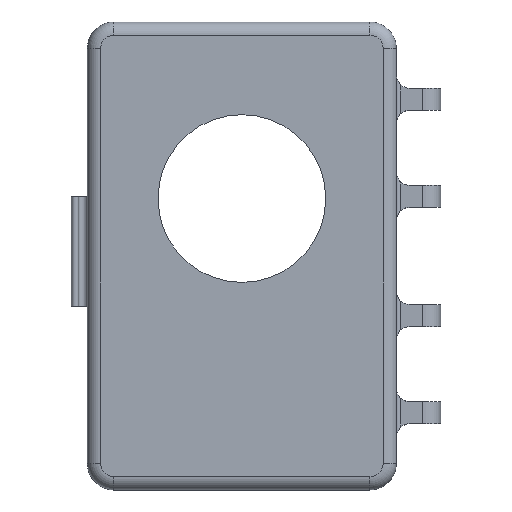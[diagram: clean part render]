
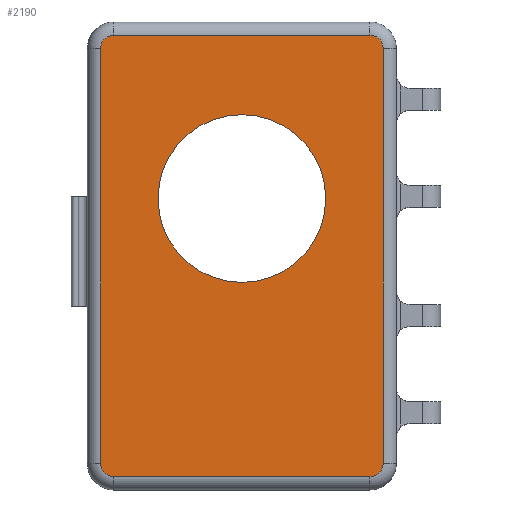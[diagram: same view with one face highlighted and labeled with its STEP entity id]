
A CAD part, top view. The second image highlights one B-rep face of the part: STEP entity #2190.
In plain terms, the highlighted planar face has unit normal (0, 0, 1).
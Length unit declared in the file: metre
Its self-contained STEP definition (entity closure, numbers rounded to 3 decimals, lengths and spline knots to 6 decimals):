
#91=CIRCLE('',#2355,0.003);
#92=CIRCLE('',#2356,0.003);
#93=CIRCLE('',#2357,0.003);
#94=CIRCLE('',#2358,0.003);
#95=CIRCLE('',#2359,0.019);
#265=ORIENTED_EDGE('',*,*,#887,.T.);
#266=ORIENTED_EDGE('',*,*,#888,.T.);
#267=ORIENTED_EDGE('',*,*,#889,.T.);
#268=ORIENTED_EDGE('',*,*,#890,.T.);
#269=ORIENTED_EDGE('',*,*,#891,.T.);
#270=ORIENTED_EDGE('',*,*,#892,.T.);
#271=ORIENTED_EDGE('',*,*,#893,.T.);
#272=ORIENTED_EDGE('',*,*,#894,.T.);
#273=ORIENTED_EDGE('',*,*,#895,.T.);
#887=EDGE_CURVE('',#1198,#1199,#1398,.T.);
#888=EDGE_CURVE('',#1199,#1200,#91,.T.);
#889=EDGE_CURVE('',#1200,#1201,#1399,.T.);
#890=EDGE_CURVE('',#1201,#1202,#92,.T.);
#891=EDGE_CURVE('',#1202,#1203,#1400,.F.);
#892=EDGE_CURVE('',#1203,#1204,#93,.T.);
#893=EDGE_CURVE('',#1204,#1205,#1401,.F.);
#894=EDGE_CURVE('',#1205,#1198,#94,.T.);
#895=EDGE_CURVE('',#1206,#1206,#95,.F.);
#1198=VERTEX_POINT('',#3387);
#1199=VERTEX_POINT('',#3388);
#1200=VERTEX_POINT('',#3390);
#1201=VERTEX_POINT('',#3392);
#1202=VERTEX_POINT('',#3394);
#1203=VERTEX_POINT('',#3396);
#1204=VERTEX_POINT('',#3398);
#1205=VERTEX_POINT('',#3400);
#1206=VERTEX_POINT('',#3403);
#1398=LINE('',#3386,#1621);
#1399=LINE('',#3391,#1622);
#1400=LINE('',#3395,#1623);
#1401=LINE('',#3399,#1624);
#1621=VECTOR('',#2681,1.);
#1622=VECTOR('',#2684,1.);
#1623=VECTOR('',#2687,1.);
#1624=VECTOR('',#2690,1.);
#1795=EDGE_LOOP('',(#265,#266,#267,#268,#269,#270,#271,#272));
#1796=EDGE_LOOP('',(#273));
#1956=FACE_BOUND('',#1795,.T.);
#1957=FACE_BOUND('',#1796,.T.);
#2104=PLANE('',#2354);
#2190=ADVANCED_FACE('',(#1956,#1957),#2104,.T.);
#2354=AXIS2_PLACEMENT_3D('',#3385,#2679,#2680);
#2355=AXIS2_PLACEMENT_3D('',#3389,#2682,#2683);
#2356=AXIS2_PLACEMENT_3D('',#3393,#2685,#2686);
#2357=AXIS2_PLACEMENT_3D('',#3397,#2688,#2689);
#2358=AXIS2_PLACEMENT_3D('',#3401,#2691,#2692);
#2359=AXIS2_PLACEMENT_3D('',#3402,#2693,#2694);
#2679=DIRECTION('',(0.,0.,1.));
#2680=DIRECTION('',(1.,0.,0.));
#2681=DIRECTION('',(0.,-1.,0.));
#2682=DIRECTION('',(0.,0.,1.));
#2683=DIRECTION('',(1.,0.,0.));
#2684=DIRECTION('',(1.,0.,0.));
#2685=DIRECTION('',(0.,0.,1.));
#2686=DIRECTION('',(1.,0.,0.));
#2687=DIRECTION('',(0.,-1.,0.));
#2688=DIRECTION('',(0.,0.,1.));
#2689=DIRECTION('',(1.,0.,0.));
#2690=DIRECTION('',(1.,0.,0.));
#2691=DIRECTION('',(0.,0.,1.));
#2692=DIRECTION('',(1.,0.,0.));
#2693=DIRECTION('',(0.,0.,1.));
#2694=DIRECTION('',(1.,0.,0.));
#3385=CARTESIAN_POINT('',(0.,0.,0.049));
#3386=CARTESIAN_POINT('',(-0.032,-0.047,0.049));
#3387=CARTESIAN_POINT('',(-0.032,0.047,0.049));
#3388=CARTESIAN_POINT('',(-0.032,-0.047,0.049));
#3389=CARTESIAN_POINT('',(-0.029,-0.047,0.049));
#3390=CARTESIAN_POINT('',(-0.029,-0.05,0.049));
#3391=CARTESIAN_POINT('',(0.029,-0.05,0.049));
#3392=CARTESIAN_POINT('',(0.029,-0.05,0.049));
#3393=CARTESIAN_POINT('',(0.029,-0.047,0.049));
#3394=CARTESIAN_POINT('',(0.032,-0.047,0.049));
#3395=CARTESIAN_POINT('',(0.032,0.,0.049));
#3396=CARTESIAN_POINT('',(0.032,0.047,0.049));
#3397=CARTESIAN_POINT('',(0.029,0.047,0.049));
#3398=CARTESIAN_POINT('',(0.029,0.05,0.049));
#3399=CARTESIAN_POINT('',(0.,0.05,0.049));
#3400=CARTESIAN_POINT('',(-0.029,0.05,0.049));
#3401=CARTESIAN_POINT('',(-0.029,0.047,0.049));
#3402=CARTESIAN_POINT('',(0.,0.013,0.049));
#3403=CARTESIAN_POINT('',(0.019,0.013,0.049));
